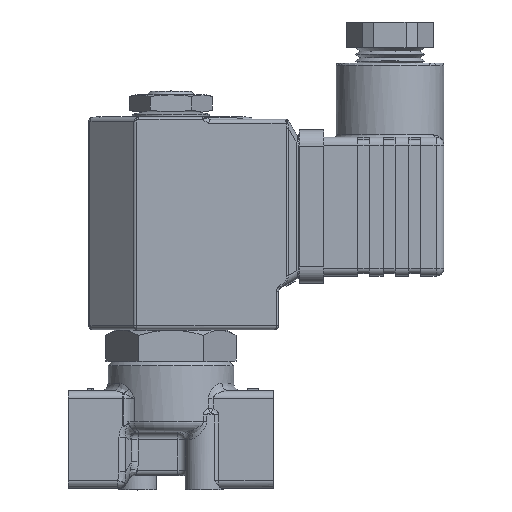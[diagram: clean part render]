
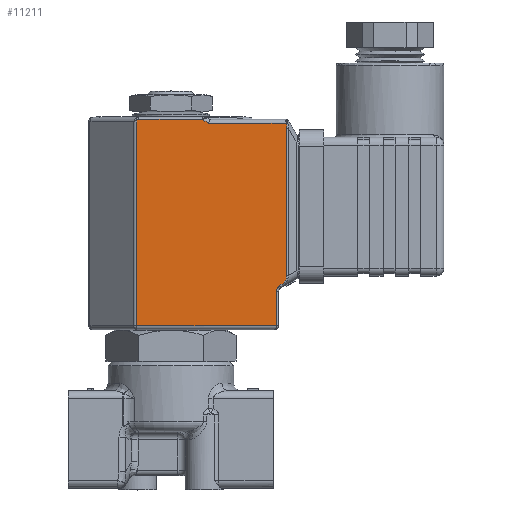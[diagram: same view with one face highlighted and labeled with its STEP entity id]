
A CAD part, top view. The second image highlights one B-rep face of the part: STEP entity #11211.
In plain terms, the highlighted planar face has unit normal (0, 0, 1).
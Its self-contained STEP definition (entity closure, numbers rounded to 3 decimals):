
#156=B_SPLINE_CURVE_WITH_KNOTS('',3,(#16899,#16900,#16901,#16902,#16903,
#16904,#16905,#16906,#16907,#16908,#16909,#16910,#16911),.UNSPECIFIED.,
 .F.,.F.,(4,3,3,3,4),(0.,0.,0.001,0.001,
0.001),.UNSPECIFIED.);
#157=B_SPLINE_CURVE_WITH_KNOTS('',3,(#16913,#16914,#16915,#16916,#16917,
#16918,#16919),.UNSPECIFIED.,.F.,.F.,(4,3,4),(4.734,5.328,
5.922),.UNSPECIFIED.);
#314=ELLIPSE('',#11969,0.511,0.333);
#315=ELLIPSE('',#11970,2.964,1.292);
#541=LINE('',#16889,#1470);
#542=LINE('',#16893,#1471);
#543=LINE('',#16895,#1472);
#544=LINE('',#16897,#1473);
#545=LINE('',#16921,#1474);
#546=LINE('',#16925,#1475);
#547=LINE('',#16926,#1476);
#1470=VECTOR('',#13384,12.469);
#1471=VECTOR('',#13387,40.083);
#1472=VECTOR('',#13388,27.269);
#1473=VECTOR('',#13389,6.718);
#1474=VECTOR('',#13390,28.686);
#1475=VECTOR('',#13393,15.142);
#1476=VECTOR('',#13394,1.386);
#2668=FACE_OUTER_BOUND('',#3417,.T.);
#3417=EDGE_LOOP('',(#7621,#7622,#7623,#7624,#7625,#7626,#7627,#7628,#7629,
#7630,#7631));
#4815=VERTEX_POINT('',#16887);
#4816=VERTEX_POINT('',#16888);
#4817=VERTEX_POINT('',#16890);
#4818=VERTEX_POINT('',#16892);
#4819=VERTEX_POINT('',#16894);
#4820=VERTEX_POINT('',#16896);
#4821=VERTEX_POINT('',#16898);
#4822=VERTEX_POINT('',#16912);
#4823=VERTEX_POINT('',#16920);
#4824=VERTEX_POINT('',#16922);
#4825=VERTEX_POINT('',#16924);
#5886=EDGE_CURVE('',#4815,#4816,#541,.T.);
#5887=EDGE_CURVE('',#4816,#4817,#314,.T.);
#5888=EDGE_CURVE('',#4817,#4818,#542,.T.);
#5889=EDGE_CURVE('',#4818,#4819,#543,.T.);
#5890=EDGE_CURVE('',#4819,#4820,#544,.T.);
#5891=EDGE_CURVE('',#4820,#4821,#156,.T.);
#5892=EDGE_CURVE('',#4821,#4822,#157,.T.);
#5893=EDGE_CURVE('',#4822,#4823,#545,.T.);
#5894=EDGE_CURVE('',#4823,#4824,#315,.T.);
#5895=EDGE_CURVE('',#4824,#4825,#546,.T.);
#5896=EDGE_CURVE('',#4825,#4815,#547,.T.);
#7621=ORIENTED_EDGE('',*,*,#5886,.T.);
#7622=ORIENTED_EDGE('',*,*,#5887,.T.);
#7623=ORIENTED_EDGE('',*,*,#5888,.T.);
#7624=ORIENTED_EDGE('',*,*,#5889,.T.);
#7625=ORIENTED_EDGE('',*,*,#5890,.T.);
#7626=ORIENTED_EDGE('',*,*,#5891,.T.);
#7627=ORIENTED_EDGE('',*,*,#5892,.T.);
#7628=ORIENTED_EDGE('',*,*,#5893,.T.);
#7629=ORIENTED_EDGE('',*,*,#5894,.T.);
#7630=ORIENTED_EDGE('',*,*,#5895,.T.);
#7631=ORIENTED_EDGE('',*,*,#5896,.T.);
#10608=PLANE('',#11968);
#11211=ADVANCED_FACE('',(#2668),#10608,.F.);
#11968=AXIS2_PLACEMENT_3D('',#16886,#13382,#13383);
#11969=AXIS2_PLACEMENT_3D('',#16891,#13385,#13386);
#11970=AXIS2_PLACEMENT_3D('',#16923,#13391,#13392);
#13382=DIRECTION('center_axis',(0.,0.,-1.));
#13383=DIRECTION('ref_axis',(-1.,0.,0.));
#13384=DIRECTION('',(-1.,0.,0.));
#13385=DIRECTION('center_axis',(0.,0.,1.));
#13386=DIRECTION('ref_axis',(0.996,0.086,0.));
#13387=DIRECTION('',(0.,-1.,0.));
#13388=DIRECTION('',(1.,0.,0.));
#13389=DIRECTION('',(0.,1.,0.));
#13390=DIRECTION('',(0.,1.,0.));
#13391=DIRECTION('center_axis',(0.,0.,1.));
#13392=DIRECTION('ref_axis',(0.435,-0.901,0.));
#13393=DIRECTION('',(-1.,0.,0.));
#13394=DIRECTION('',(-0.816,0.577,0.));
#16886=CARTESIAN_POINT('Origin',(-16.,21.4,16.));
#16887=CARTESIAN_POINT('',(6.2,62.4,16.));
#16888=CARTESIAN_POINT('',(-6.269,62.4,16.));
#16889=CARTESIAN_POINT('',(-5.869,62.4,16.));
#16890=CARTESIAN_POINT('',(-6.669,62.283,16.));
#16891=CARTESIAN_POINT('Origin',(-6.307,62.066,16.));
#16892=CARTESIAN_POINT('',(-6.669,22.2,16.));
#16893=CARTESIAN_POINT('',(-6.669,21.4,16.));
#16894=CARTESIAN_POINT('',(20.6,22.2,16.));
#16895=CARTESIAN_POINT('',(-16.,22.2,16.));
#16896=CARTESIAN_POINT('',(20.6,28.918,16.));
#16897=CARTESIAN_POINT('',(20.6,21.4,16.));
#16898=CARTESIAN_POINT('',(21.185,29.949,16.));
#16899=CARTESIAN_POINT('Ctrl Pts',(20.6,28.918,16.));
#16900=CARTESIAN_POINT('Ctrl Pts',(20.6,29.074,16.));
#16901=CARTESIAN_POINT('Ctrl Pts',(20.631,29.227,16.));
#16902=CARTESIAN_POINT('Ctrl Pts',(20.689,29.371,16.));
#16903=CARTESIAN_POINT('Ctrl Pts',(20.709,29.419,16.));
#16904=CARTESIAN_POINT('Ctrl Pts',(20.731,29.466,16.));
#16905=CARTESIAN_POINT('Ctrl Pts',(20.757,29.511,16.));
#16906=CARTESIAN_POINT('Ctrl Pts',(20.782,29.555,16.));
#16907=CARTESIAN_POINT('Ctrl Pts',(20.811,29.599,16.));
#16908=CARTESIAN_POINT('Ctrl Pts',(20.842,29.64,16.));
#16909=CARTESIAN_POINT('Ctrl Pts',(20.936,29.764,16.));
#16910=CARTESIAN_POINT('Ctrl Pts',(21.051,29.868,16.));
#16911=CARTESIAN_POINT('Ctrl Pts',(21.185,29.949,16.));
#16912=CARTESIAN_POINT('',(22.602,31.961,16.));
#16913=CARTESIAN_POINT('Ctrl Pts',(21.185,29.949,16.));
#16914=CARTESIAN_POINT('Ctrl Pts',(21.577,30.182,16.));
#16915=CARTESIAN_POINT('Ctrl Pts',(21.957,30.515,16.));
#16916=CARTESIAN_POINT('Ctrl Pts',(22.215,30.882,16.));
#16917=CARTESIAN_POINT('Ctrl Pts',(22.473,31.248,16.));
#16918=CARTESIAN_POINT('Ctrl Pts',(22.602,31.638,16.));
#16919=CARTESIAN_POINT('Ctrl Pts',(22.602,31.961,16.));
#16920=CARTESIAN_POINT('',(22.602,60.647,16.));
#16921=CARTESIAN_POINT('',(22.602,60.849,16.));
#16922=CARTESIAN_POINT('',(22.473,61.6,16.));
#16923=CARTESIAN_POINT('Origin',(20.866,62.251,16.));
#16924=CARTESIAN_POINT('',(7.331,61.6,16.));
#16925=CARTESIAN_POINT('',(-16.,61.6,16.));
#16926=CARTESIAN_POINT('',(6.168,62.423,16.));
